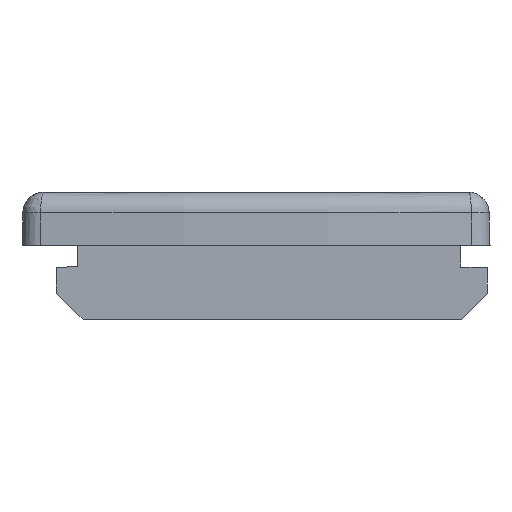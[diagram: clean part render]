
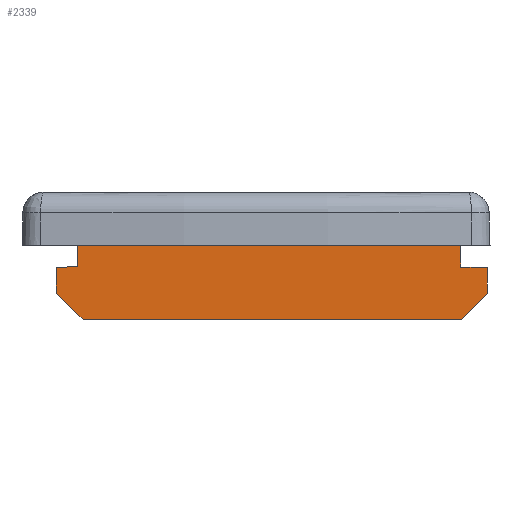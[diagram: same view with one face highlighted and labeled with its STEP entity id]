
A CAD part, front view. The second image highlights one B-rep face of the part: STEP entity #2339.
In plain terms, the highlighted planar face has unit normal (0, -1, 0).
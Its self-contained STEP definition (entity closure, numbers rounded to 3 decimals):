
#2271=AXIS2_PLACEMENT_3D('Plane Axis2P3D',#2268,#2269,#2270) ;
#337=CARTESIAN_POINT('Vertex',(41.341,14.987,0.)) ;
#340=CARTESIAN_POINT('Line Origine',(23.539,14.987,0.)) ;
#344=CARTESIAN_POINT('Vertex',(5.737,14.987,0.)) ;
#2249=CARTESIAN_POINT('Line Origine',(42.547,14.987,1.25)) ;
#2253=CARTESIAN_POINT('Vertex',(43.754,14.987,2.5)) ;
#2268=CARTESIAN_POINT('Axis2P3D Location',(43.974,14.987,7.)) ;
#2273=CARTESIAN_POINT('Line Origine',(43.733,14.987,3.706)) ;
#2277=CARTESIAN_POINT('Vertex',(43.712,14.987,4.913)) ;
#2280=CARTESIAN_POINT('Line Origine',(42.475,14.987,4.935)) ;
#2284=CARTESIAN_POINT('Vertex',(41.237,14.987,4.956)) ;
#2287=CARTESIAN_POINT('Line Origine',(41.237,14.987,5.978)) ;
#2291=CARTESIAN_POINT('Vertex',(41.237,14.987,7.)) ;
#2294=CARTESIAN_POINT('Line Origine',(23.237,14.987,7.)) ;
#2298=CARTESIAN_POINT('Vertex',(5.237,14.987,7.)) ;
#2301=CARTESIAN_POINT('Line Origine',(5.237,14.987,6.)) ;
#2305=CARTESIAN_POINT('Vertex',(5.237,14.987,5.)) ;
#2308=CARTESIAN_POINT('Line Origine',(4.237,14.987,4.965)) ;
#2312=CARTESIAN_POINT('Vertex',(3.237,14.987,4.93)) ;
#2315=CARTESIAN_POINT('Line Origine',(3.237,14.987,3.715)) ;
#2319=CARTESIAN_POINT('Vertex',(3.237,14.987,2.5)) ;
#2322=CARTESIAN_POINT('Line Origine',(4.487,14.987,1.25)) ;
#341=DIRECTION('Vector Direction',(-1.,0.,0.)) ;
#2250=DIRECTION('Vector Direction',(0.695,0.,0.719)) ;
#2269=DIRECTION('Axis2P3D Direction',(0.,-1.,0.)) ;
#2270=DIRECTION('Axis2P3D XDirection',(1.,0.,0.)) ;
#2274=DIRECTION('Vector Direction',(0.017,0.,-1.)) ;
#2281=DIRECTION('Vector Direction',(-1.,0.,0.017)) ;
#2288=DIRECTION('Vector Direction',(0.,0.,-1.)) ;
#2295=DIRECTION('Vector Direction',(-1.,0.,0.)) ;
#2302=DIRECTION('Vector Direction',(0.,0.,-1.)) ;
#2309=DIRECTION('Vector Direction',(0.999,0.,0.035)) ;
#2316=DIRECTION('Vector Direction',(0.,0.,1.)) ;
#2323=DIRECTION('Vector Direction',(0.707,0.,-0.707)) ;
#342=VECTOR('Line Direction',#341,1.) ;
#2251=VECTOR('Line Direction',#2250,1.) ;
#2275=VECTOR('Line Direction',#2274,1.) ;
#2282=VECTOR('Line Direction',#2281,1.) ;
#2289=VECTOR('Line Direction',#2288,1.) ;
#2296=VECTOR('Line Direction',#2295,1.) ;
#2303=VECTOR('Line Direction',#2302,1.) ;
#2310=VECTOR('Line Direction',#2309,1.) ;
#2317=VECTOR('Line Direction',#2316,1.) ;
#2324=VECTOR('Line Direction',#2323,1.) ;
#2328=ORIENTED_EDGE('',*,*,#346,.F.) ;
#2329=ORIENTED_EDGE('',*,*,#2255,.T.) ;
#2330=ORIENTED_EDGE('',*,*,#2279,.F.) ;
#2331=ORIENTED_EDGE('',*,*,#2286,.T.) ;
#2332=ORIENTED_EDGE('',*,*,#2293,.F.) ;
#2333=ORIENTED_EDGE('',*,*,#2300,.T.) ;
#2334=ORIENTED_EDGE('',*,*,#2307,.T.) ;
#2335=ORIENTED_EDGE('',*,*,#2314,.F.) ;
#2336=ORIENTED_EDGE('',*,*,#2321,.F.) ;
#2337=ORIENTED_EDGE('',*,*,#2326,.T.) ;
#2339=ADVANCED_FACE('CABTITE EP A 24/12 GY',(#2338),#2272,.T.) ;
#346=EDGE_CURVE('',#338,#345,#343,.T.) ;
#2255=EDGE_CURVE('',#338,#2254,#2252,.T.) ;
#2279=EDGE_CURVE('',#2278,#2254,#2276,.T.) ;
#2286=EDGE_CURVE('',#2278,#2285,#2283,.T.) ;
#2293=EDGE_CURVE('',#2292,#2285,#2290,.T.) ;
#2300=EDGE_CURVE('',#2292,#2299,#2297,.T.) ;
#2307=EDGE_CURVE('',#2299,#2306,#2304,.T.) ;
#2314=EDGE_CURVE('',#2313,#2306,#2311,.T.) ;
#2321=EDGE_CURVE('',#2320,#2313,#2318,.T.) ;
#2326=EDGE_CURVE('',#2320,#345,#2325,.T.) ;
#2327=EDGE_LOOP('',(#2328,#2329,#2330,#2331,#2332,#2333,#2334,#2335,#2336,#2337)) ;
#2338=FACE_OUTER_BOUND('',#2327,.T.) ;
#343=LINE('Line',#340,#342) ;
#2252=LINE('Line',#2249,#2251) ;
#2276=LINE('Line',#2273,#2275) ;
#2283=LINE('Line',#2280,#2282) ;
#2290=LINE('Line',#2287,#2289) ;
#2297=LINE('Line',#2294,#2296) ;
#2304=LINE('Line',#2301,#2303) ;
#2311=LINE('Line',#2308,#2310) ;
#2318=LINE('Line',#2315,#2317) ;
#2325=LINE('Line',#2322,#2324) ;
#2272=PLANE('',#2271) ;
#338=VERTEX_POINT('',#337) ;
#345=VERTEX_POINT('',#344) ;
#2254=VERTEX_POINT('',#2253) ;
#2278=VERTEX_POINT('',#2277) ;
#2285=VERTEX_POINT('',#2284) ;
#2292=VERTEX_POINT('',#2291) ;
#2299=VERTEX_POINT('',#2298) ;
#2306=VERTEX_POINT('',#2305) ;
#2313=VERTEX_POINT('',#2312) ;
#2320=VERTEX_POINT('',#2319) ;
